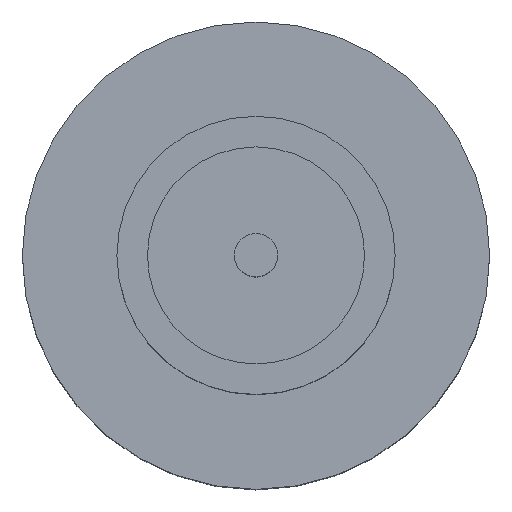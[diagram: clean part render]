
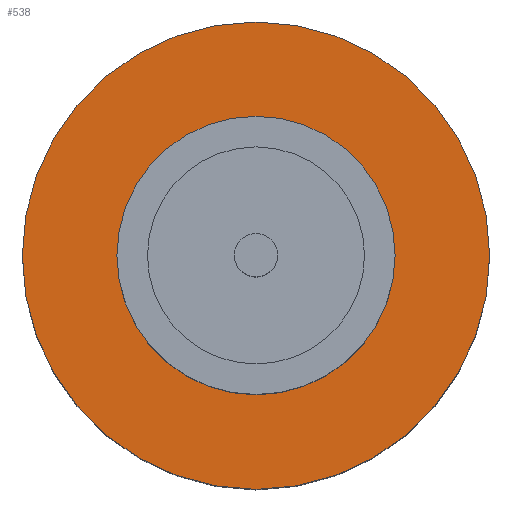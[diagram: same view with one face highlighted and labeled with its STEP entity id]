
A CAD part, top view. The second image highlights one B-rep face of the part: STEP entity #538.
In plain terms, the highlighted planar face has unit normal (0, 0, 1).
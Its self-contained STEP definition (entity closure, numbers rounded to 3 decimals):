
#12 = DIRECTION ( 'NONE',  ( 0., 0., 1. ) ) ;
#22 = VERTEX_POINT ( 'NONE', #344 ) ;
#49 = AXIS2_PLACEMENT_3D ( 'NONE', #150, #944, #673 ) ;
#65 = PLANE ( 'NONE',  #450 ) ;
#85 = CARTESIAN_POINT ( 'NONE',  ( 0., 0., 1.55 ) ) ;
#87 = CARTESIAN_POINT ( 'NONE',  ( -2.1, 0., 1.55 ) ) ;
#150 = CARTESIAN_POINT ( 'NONE',  ( 0., 0., 1.55 ) ) ;
#205 = DIRECTION ( 'NONE',  ( 1., 0., 0. ) ) ;
#229 = DIRECTION ( 'NONE',  ( 1., 0., 0. ) ) ;
#233 = DIRECTION ( 'NONE',  ( 1., 0., 0. ) ) ;
#271 = VERTEX_POINT ( 'NONE', #546 ) ;
#290 = CIRCLE ( 'NONE', #49, 1.25 ) ;
#344 = CARTESIAN_POINT ( 'NONE',  ( 1.25, 0., 1.55 ) ) ;
#352 = CARTESIAN_POINT ( 'NONE',  ( 0., 0., 1.55 ) ) ;
#371 = CARTESIAN_POINT ( 'NONE',  ( 0., 0., 1.55 ) ) ;
#393 = EDGE_CURVE ( 'NONE', #765, #271, #913, .T. ) ;
#398 = EDGE_LOOP ( 'NONE', ( #940, #455 ) ) ;
#399 = DIRECTION ( 'NONE',  ( 0., 0., 1. ) ) ;
#418 = EDGE_LOOP ( 'NONE', ( #861, #905 ) ) ;
#422 = AXIS2_PLACEMENT_3D ( 'NONE', #844, #399, #205 ) ;
#450 = AXIS2_PLACEMENT_3D ( 'NONE', #371, #882, #809 ) ;
#455 = ORIENTED_EDGE ( 'NONE', *, *, #620, .T. ) ;
#468 = EDGE_CURVE ( 'NONE', #22, #763, #624, .T. ) ;
#475 = CIRCLE ( 'NONE', #655, 2.1 ) ;
#498 = AXIS2_PLACEMENT_3D ( 'NONE', #352, #657, #229 ) ;
#525 = EDGE_CURVE ( 'NONE', #763, #22, #290, .T. ) ;
#538 = ADVANCED_FACE ( 'NONE', ( #856, #748 ), #65, .T. ) ;
#546 = CARTESIAN_POINT ( 'NONE',  ( 2.1, 0., 1.55 ) ) ;
#620 = EDGE_CURVE ( 'NONE', #271, #765, #475, .T. ) ;
#624 = CIRCLE ( 'NONE', #498, 1.25 ) ;
#655 = AXIS2_PLACEMENT_3D ( 'NONE', #85, #12, #233 ) ;
#657 = DIRECTION ( 'NONE',  ( 0., 0., 1. ) ) ;
#673 = DIRECTION ( 'NONE',  ( 1., 0., 0. ) ) ;
#748 = FACE_OUTER_BOUND ( 'NONE', #398, .T. ) ;
#763 = VERTEX_POINT ( 'NONE', #825 ) ;
#765 = VERTEX_POINT ( 'NONE', #87 ) ;
#809 = DIRECTION ( 'NONE',  ( 1., 0., 0. ) ) ;
#825 = CARTESIAN_POINT ( 'NONE',  ( -1.25, 0., 1.55 ) ) ;
#844 = CARTESIAN_POINT ( 'NONE',  ( 0., 0., 1.55 ) ) ;
#856 = FACE_BOUND ( 'NONE', #418, .T. ) ;
#861 = ORIENTED_EDGE ( 'NONE', *, *, #468, .F. ) ;
#882 = DIRECTION ( 'NONE',  ( 0., 0., 1. ) ) ;
#905 = ORIENTED_EDGE ( 'NONE', *, *, #525, .F. ) ;
#913 = CIRCLE ( 'NONE', #422, 2.1 ) ;
#940 = ORIENTED_EDGE ( 'NONE', *, *, #393, .T. ) ;
#944 = DIRECTION ( 'NONE',  ( 0., 0., 1. ) ) ;
